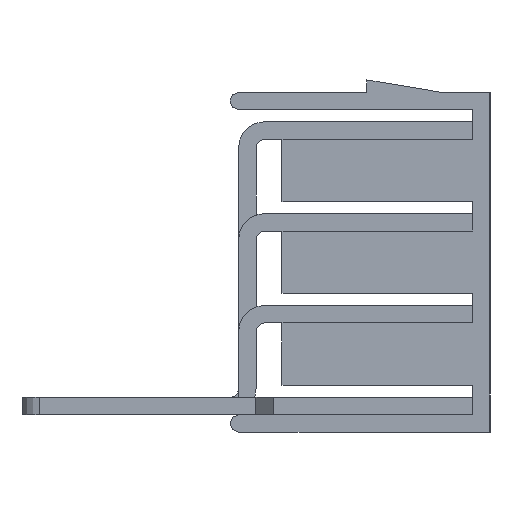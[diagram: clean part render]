
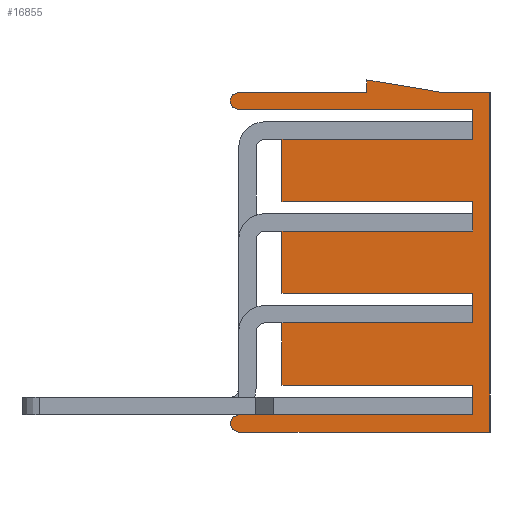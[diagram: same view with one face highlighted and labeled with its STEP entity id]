
A CAD part, left-side view. The second image highlights one B-rep face of the part: STEP entity #16855.
In plain terms, the highlighted planar face has unit normal (-1, 0, 0).
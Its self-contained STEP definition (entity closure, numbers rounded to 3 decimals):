
#18=CARTESIAN_POINT('',(-500.,7.4,9.3));
#19=DIRECTION('',(1.,0.,0.));
#20=DIRECTION('',(0.,0.,-1.));
#21=AXIS2_PLACEMENT_3D('',#18,#19,#20);
#23=DIRECTION('',(0.,-0.986,-0.164));
#24=VECTOR('',#23,4.362);
#25=CARTESIAN_POINT('',(-500.,0.,10.517));
#26=LINE('',#25,#24);
#27=CARTESIAN_POINT('',(-500.,7.4,-9.3));
#28=DIRECTION('',(1.,0.,0.));
#29=DIRECTION('',(0.,0.,-1.));
#30=AXIS2_PLACEMENT_3D('',#27,#28,#29);
#40=DIRECTION('',(0.,1.,0.));
#41=VECTOR('',#40,11.);
#42=CARTESIAN_POINT('',(-500.,-6.1,7.1));
#43=LINE('',#42,#41);
#357=DIRECTION('',(0.,0.,-1.));
#358=VECTOR('',#357,1.7);
#359=CARTESIAN_POINT('',(-500.,-6.1,8.8));
#360=LINE('',#359,#358);
#479=DIRECTION('',(0.,0.,-1.));
#480=VECTOR('',#479,3.6);
#481=CARTESIAN_POINT('',(-500.,4.9,7.1));
#482=LINE('',#481,#480);
#3626=DIRECTION('',(0.,-1.,0.));
#3627=VECTOR('',#3626,11.);
#3628=CARTESIAN_POINT('',(-500.,4.9,3.5));
#3629=LINE('',#3628,#3627);
#3642=DIRECTION('',(0.,0.,-1.));
#3643=VECTOR('',#3642,1.7);
#3644=CARTESIAN_POINT('',(-500.,-6.1,3.5));
#3645=LINE('',#3644,#3643);
#4074=DIRECTION('',(0.,1.,0.));
#4075=VECTOR('',#4074,11.);
#4076=CARTESIAN_POINT('',(-500.,-6.1,1.8));
#4077=LINE('',#4076,#4075);
#4086=DIRECTION('',(0.,0.,-1.));
#4087=VECTOR('',#4086,3.6);
#4088=CARTESIAN_POINT('',(-500.,4.9,1.8));
#4089=LINE('',#4088,#4087);
#6948=DIRECTION('',(0.,-1.,0.));
#6949=VECTOR('',#6948,11.);
#6950=CARTESIAN_POINT('',(-500.,4.9,-1.8));
#6951=LINE('',#6950,#6949);
#6964=DIRECTION('',(0.,0.,-1.));
#6965=VECTOR('',#6964,1.7);
#6966=CARTESIAN_POINT('',(-500.,-6.1,-1.8));
#6967=LINE('',#6966,#6965);
#7522=DIRECTION('',(0.,1.,0.));
#7523=VECTOR('',#7522,11.);
#7524=CARTESIAN_POINT('',(-500.,-6.1,-3.5));
#7525=LINE('',#7524,#7523);
#7534=DIRECTION('',(0.,0.,-1.));
#7535=VECTOR('',#7534,3.6);
#7536=CARTESIAN_POINT('',(-500.,4.9,-3.5));
#7537=LINE('',#7536,#7535);
#10452=DIRECTION('',(0.,-1.,0.));
#10453=VECTOR('',#10452,11.);
#10454=CARTESIAN_POINT('',(-500.,4.9,-7.1));
#10455=LINE('',#10454,#10453);
#10476=DIRECTION('',(0.,0.,-1.));
#10477=VECTOR('',#10476,1.7);
#10478=CARTESIAN_POINT('',(-500.,-6.1,-7.1));
#10479=LINE('',#10478,#10477);
#10488=DIRECTION('',(0.,1.,0.));
#10489=VECTOR('',#10488,13.5);
#10490=CARTESIAN_POINT('',(-500.,-6.1,-8.8));
#10491=LINE('',#10490,#10489);
#12804=DIRECTION('',(0.,-1.,0.));
#12805=VECTOR('',#12804,7.6);
#12806=CARTESIAN_POINT('',(-500.,7.4,-9.8));
#12807=LINE('',#12806,#12805);
#12812=DIRECTION('',(0.,-1.,0.));
#12813=VECTOR('',#12812,6.9);
#12814=CARTESIAN_POINT('',(-500.,-0.2,-9.8));
#12815=LINE('',#12814,#12813);
#12820=DIRECTION('',(0.,0.,1.));
#12821=VECTOR('',#12820,19.6);
#12822=CARTESIAN_POINT('',(-500.,-7.1,-9.8));
#12823=LINE('',#12822,#12821);
#12828=DIRECTION('',(0.,1.,0.));
#12829=VECTOR('',#12828,2.797);
#12830=CARTESIAN_POINT('',(-500.,-7.1,9.8));
#12831=LINE('',#12830,#12829);
#12840=DIRECTION('',(0.,0.,-1.));
#12841=VECTOR('',#12840,0.717);
#12842=CARTESIAN_POINT('',(-500.,0.,10.517));
#12843=LINE('',#12842,#12841);
#12848=DIRECTION('',(0.,1.,0.));
#12849=VECTOR('',#12848,7.4);
#12850=CARTESIAN_POINT('',(-500.,0.,9.8));
#12851=LINE('',#12850,#12849);
#12860=DIRECTION('',(0.,-1.,0.));
#12861=VECTOR('',#12860,13.5);
#12862=CARTESIAN_POINT('',(-500.,7.4,8.8));
#12863=LINE('',#12862,#12861);
#12868=CARTESIAN_POINT('',(-500.,-6.1,7.1));
#12869=CARTESIAN_POINT('',(-500.,4.9,7.1));
#12870=VERTEX_POINT('',#12868);
#12871=VERTEX_POINT('',#12869);
#12872=CARTESIAN_POINT('',(-500.,-6.1,8.8));
#12873=VERTEX_POINT('',#12872);
#12874=CARTESIAN_POINT('',(-500.,7.4,8.8));
#12875=VERTEX_POINT('',#12874);
#12876=CARTESIAN_POINT('',(-500.,7.4,9.8));
#12877=VERTEX_POINT('',#12876);
#12878=CARTESIAN_POINT('',(-500.,0.,9.8));
#12879=VERTEX_POINT('',#12878);
#12880=CARTESIAN_POINT('',(-500.,0.,10.517));
#12881=VERTEX_POINT('',#12880);
#12882=CARTESIAN_POINT('',(-500.,-4.303,9.8));
#12883=VERTEX_POINT('',#12882);
#12884=CARTESIAN_POINT('',(-500.,-7.1,9.8));
#12885=VERTEX_POINT('',#12884);
#12886=CARTESIAN_POINT('',(-500.,-7.1,-9.8));
#12887=VERTEX_POINT('',#12886);
#12888=CARTESIAN_POINT('',(-500.,-0.2,-9.8));
#12889=VERTEX_POINT('',#12888);
#12890=CARTESIAN_POINT('',(-500.,7.4,-9.8));
#12891=VERTEX_POINT('',#12890);
#12892=CARTESIAN_POINT('',(-500.,7.4,-8.8));
#12893=VERTEX_POINT('',#12892);
#12894=CARTESIAN_POINT('',(-500.,-6.1,-8.8));
#12895=VERTEX_POINT('',#12894);
#12896=CARTESIAN_POINT('',(-500.,-6.1,-7.1));
#12897=VERTEX_POINT('',#12896);
#12898=CARTESIAN_POINT('',(-500.,4.9,-7.1));
#12899=VERTEX_POINT('',#12898);
#12900=CARTESIAN_POINT('',(-500.,4.9,-3.5));
#12901=VERTEX_POINT('',#12900);
#12902=CARTESIAN_POINT('',(-500.,-6.1,-3.5));
#12903=VERTEX_POINT('',#12902);
#12904=CARTESIAN_POINT('',(-500.,-6.1,-1.8));
#12905=VERTEX_POINT('',#12904);
#12906=CARTESIAN_POINT('',(-500.,4.9,-1.8));
#12907=VERTEX_POINT('',#12906);
#12908=CARTESIAN_POINT('',(-500.,4.9,1.8));
#12909=VERTEX_POINT('',#12908);
#12910=CARTESIAN_POINT('',(-500.,-6.1,1.8));
#12911=VERTEX_POINT('',#12910);
#12912=CARTESIAN_POINT('',(-500.,-6.1,3.5));
#12913=VERTEX_POINT('',#12912);
#12914=CARTESIAN_POINT('',(-500.,4.9,3.5));
#12915=VERTEX_POINT('',#12914);
#16800=CARTESIAN_POINT('',(-500.,0.403,0.359));
#16801=DIRECTION('',(1.,0.,0.));
#16802=DIRECTION('',(0.,0.,-1.));
#16803=AXIS2_PLACEMENT_3D('',#16800,#16801,#16802);
#16804=PLANE('',#16803);
#16806=ORIENTED_EDGE('',*,*,#16805,.F.);
#16808=ORIENTED_EDGE('',*,*,#16807,.F.);
#16810=ORIENTED_EDGE('',*,*,#16809,.F.);
#16812=ORIENTED_EDGE('',*,*,#16811,.T.);
#16814=ORIENTED_EDGE('',*,*,#16813,.F.);
#16816=ORIENTED_EDGE('',*,*,#16815,.F.);
#16818=ORIENTED_EDGE('',*,*,#16817,.T.);
#16820=ORIENTED_EDGE('',*,*,#16819,.F.);
#16822=ORIENTED_EDGE('',*,*,#16821,.F.);
#16824=ORIENTED_EDGE('',*,*,#16823,.F.);
#16826=ORIENTED_EDGE('',*,*,#16825,.F.);
#16828=ORIENTED_EDGE('',*,*,#16827,.T.);
#16830=ORIENTED_EDGE('',*,*,#16829,.F.);
#16832=ORIENTED_EDGE('',*,*,#16831,.F.);
#16834=ORIENTED_EDGE('',*,*,#16833,.F.);
#16836=ORIENTED_EDGE('',*,*,#16835,.F.);
#16838=ORIENTED_EDGE('',*,*,#16837,.F.);
#16840=ORIENTED_EDGE('',*,*,#16839,.F.);
#16842=ORIENTED_EDGE('',*,*,#16841,.F.);
#16844=ORIENTED_EDGE('',*,*,#16843,.F.);
#16846=ORIENTED_EDGE('',*,*,#16845,.F.);
#16848=ORIENTED_EDGE('',*,*,#16847,.F.);
#16850=ORIENTED_EDGE('',*,*,#16849,.F.);
#16852=ORIENTED_EDGE('',*,*,#16851,.F.);
#16853=EDGE_LOOP('',(#16806,#16808,#16810,#16812,#16814,#16816,#16818,#16820,
#16822,#16824,#16826,#16828,#16830,#16832,#16834,#16836,#16838,#16840,#16842,
#16844,#16846,#16848,#16850,#16852));
#16854=FACE_OUTER_BOUND('',#16853,.F.);
#22=CIRCLE('',#21,0.5);
#31=CIRCLE('',#30,0.5);
#16805=EDGE_CURVE('',#12870,#12871,#43,.T.);
#16807=EDGE_CURVE('',#12873,#12870,#360,.T.);
#16809=EDGE_CURVE('',#12875,#12873,#12863,.T.);
#16811=EDGE_CURVE('',#12875,#12877,#22,.T.);
#16813=EDGE_CURVE('',#12879,#12877,#12851,.T.);
#16815=EDGE_CURVE('',#12881,#12879,#12843,.T.);
#16817=EDGE_CURVE('',#12881,#12883,#26,.T.);
#16819=EDGE_CURVE('',#12885,#12883,#12831,.T.);
#16821=EDGE_CURVE('',#12887,#12885,#12823,.T.);
#16823=EDGE_CURVE('',#12889,#12887,#12815,.T.);
#16825=EDGE_CURVE('',#12891,#12889,#12807,.T.);
#16827=EDGE_CURVE('',#12891,#12893,#31,.T.);
#16829=EDGE_CURVE('',#12895,#12893,#10491,.T.);
#16831=EDGE_CURVE('',#12897,#12895,#10479,.T.);
#16833=EDGE_CURVE('',#12899,#12897,#10455,.T.);
#16835=EDGE_CURVE('',#12901,#12899,#7537,.T.);
#16837=EDGE_CURVE('',#12903,#12901,#7525,.T.);
#16839=EDGE_CURVE('',#12905,#12903,#6967,.T.);
#16841=EDGE_CURVE('',#12907,#12905,#6951,.T.);
#16843=EDGE_CURVE('',#12909,#12907,#4089,.T.);
#16845=EDGE_CURVE('',#12911,#12909,#4077,.T.);
#16847=EDGE_CURVE('',#12913,#12911,#3645,.T.);
#16849=EDGE_CURVE('',#12915,#12913,#3629,.T.);
#16851=EDGE_CURVE('',#12871,#12915,#482,.T.);
#16855=ADVANCED_FACE('',(#16854),#16804,.F.);
